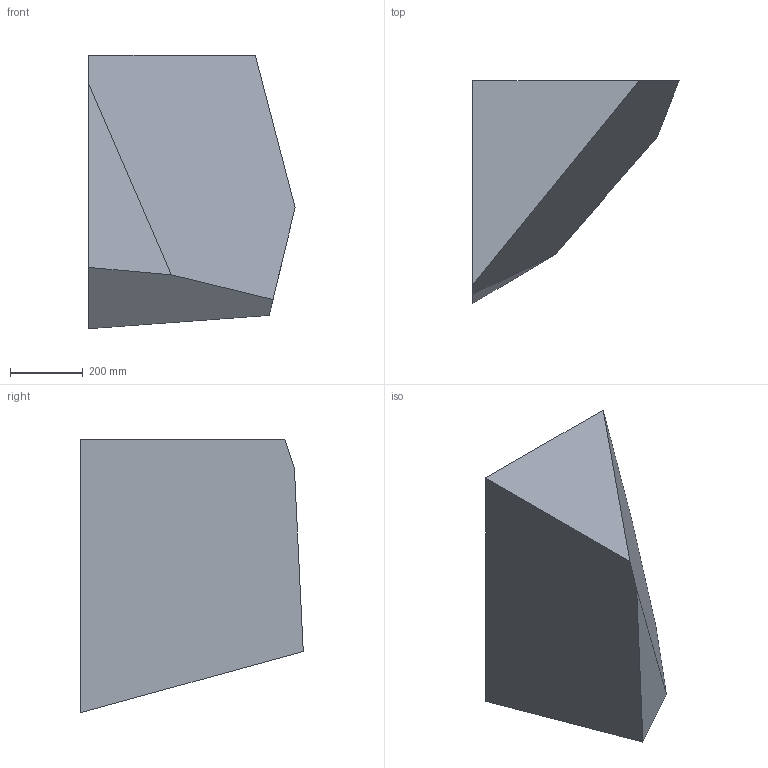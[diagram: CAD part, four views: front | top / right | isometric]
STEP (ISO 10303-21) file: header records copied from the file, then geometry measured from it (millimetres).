
FILE_DESCRIPTION(('Open CASCADE Model'),'2;1');
FILE_NAME('Open CASCADE Shape Model','2020-03-17T17:15:58',('Author'),( 'Open CASCADE'),'Open CASCADE STEP processor 7.4','Open CASCADE 7.4' ,'Unknown');
FILE_SCHEMA(('CONFIG_CONTROL_DESIGN'));
Length unit declared in the file: millimetre
Products named in the file (1): Open CASCADE STEP translator 7.4 20
Bounding box: 566.91 x 611.77 x 751.77 mm (x, y, z)
Volume: 118773927.6 mm3; surface area: 1647334.4 mm2
Topology: 1 solids, 1 shells, 7 faces, 15 edges, 10 vertices
Faces by surface type: plane 7
Entity records: 400 total; most frequent: CARTESIAN_POINT 87, DIRECTION 37, ORIENTED_EDGE 30, PCURVE 30, DEFINITIONAL_REPRESENTATION 30, B_SPLINE_CURVE_WITH_KNOTS 24, LINE 21, VECTOR 21
